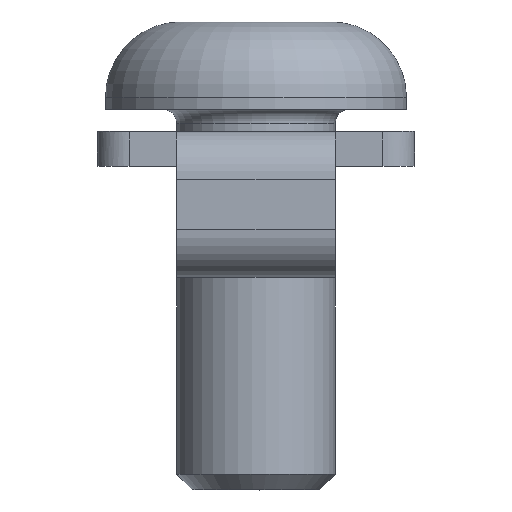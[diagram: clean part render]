
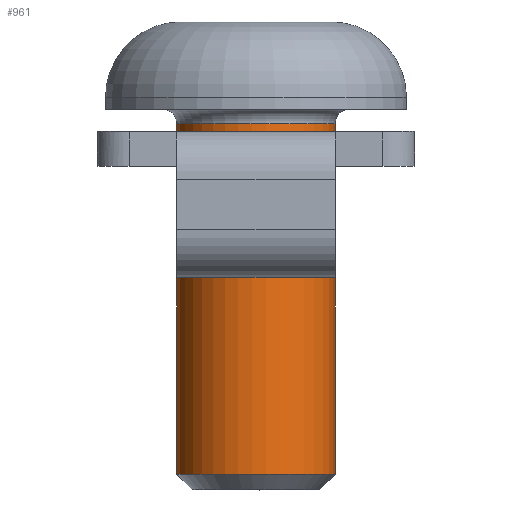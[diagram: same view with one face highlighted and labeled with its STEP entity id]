
A CAD part, left-side view. The second image highlights one B-rep face of the part: STEP entity #961.
In plain terms, the highlighted cylindrical face has radius 2.5 mm (diameter 5 mm), a full revolution.
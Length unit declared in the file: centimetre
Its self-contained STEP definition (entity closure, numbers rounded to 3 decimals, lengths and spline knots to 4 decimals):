
#46=CYLINDRICAL_SURFACE('',#1063,0.25);
#74=CIRCLE('',#1059,0.25);
#75=CIRCLE('',#1060,0.25);
#76=CIRCLE('',#1061,0.25);
#78=CIRCLE('',#1064,0.25);
#79=CIRCLE('',#1065,0.25);
#126=FACE_OUTER_BOUND('',#178,.T.);
#178=EDGE_LOOP('',(#817,#818,#819,#820,#821,#822,#823));
#267=LINE('',#1612,#356);
#356=VECTOR('',#1303,0.25);
#440=VERTEX_POINT('',#1599);
#441=VERTEX_POINT('',#1601);
#442=VERTEX_POINT('',#1603);
#443=VERTEX_POINT('',#1608);
#444=VERTEX_POINT('',#1609);
#570=EDGE_CURVE('',#440,#441,#74,.T.);
#571=EDGE_CURVE('',#441,#442,#75,.T.);
#572=EDGE_CURVE('',#442,#440,#76,.T.);
#574=EDGE_CURVE('',#443,#444,#78,.T.);
#575=EDGE_CURVE('',#444,#443,#79,.T.);
#576=EDGE_CURVE('',#444,#442,#267,.T.);
#817=ORIENTED_EDGE('',*,*,#574,.F.);
#818=ORIENTED_EDGE('',*,*,#575,.F.);
#819=ORIENTED_EDGE('',*,*,#576,.T.);
#820=ORIENTED_EDGE('',*,*,#571,.F.);
#821=ORIENTED_EDGE('',*,*,#570,.F.);
#822=ORIENTED_EDGE('',*,*,#572,.F.);
#823=ORIENTED_EDGE('',*,*,#576,.F.);
#961=ADVANCED_FACE('',(#126),#46,.T.);
#1059=AXIS2_PLACEMENT_3D('',#1602,#1289,#1290);
#1060=AXIS2_PLACEMENT_3D('',#1604,#1291,#1292);
#1061=AXIS2_PLACEMENT_3D('',#1605,#1293,#1294);
#1063=AXIS2_PLACEMENT_3D('',#1607,#1297,#1298);
#1064=AXIS2_PLACEMENT_3D('',#1610,#1299,#1300);
#1065=AXIS2_PLACEMENT_3D('',#1611,#1301,#1302);
#1289=DIRECTION('center_axis',(0.,0.,
1.));
#1290=DIRECTION('ref_axis',(0.388,0.922,0.));
#1291=DIRECTION('center_axis',(0.,0.,
1.));
#1292=DIRECTION('ref_axis',(0.388,0.922,0.));
#1293=DIRECTION('center_axis',(0.,0.,
1.));
#1294=DIRECTION('ref_axis',(0.388,0.922,0.));
#1297=DIRECTION('center_axis',(0.,0.,
-1.));
#1298=DIRECTION('ref_axis',(-0.388,-0.922,0.));
#1299=DIRECTION('center_axis',(0.,0.,
-1.));
#1300=DIRECTION('ref_axis',(0.388,0.922,0.));
#1301=DIRECTION('center_axis',(0.,0.,
-1.));
#1302=DIRECTION('ref_axis',(0.388,0.922,0.));
#1303=DIRECTION('',(0.,0.,1.));
#1599=CARTESIAN_POINT('',(-0.2304,0.0971,0.025));
#1601=CARTESIAN_POINT('',(-0.0971,-0.2304,0.025));
#1602=CARTESIAN_POINT('Origin',(0.,0.,
0.025));
#1603=CARTESIAN_POINT('',(0.0971,0.2304,0.025));
#1604=CARTESIAN_POINT('Origin',(0.,0.,
0.025));
#1605=CARTESIAN_POINT('Origin',(0.,0.,
0.025));
#1607=CARTESIAN_POINT('Origin',(0.,0.,
-0.65));
#1608=CARTESIAN_POINT('',(-0.0971,-0.2304,-1.0809));
#1609=CARTESIAN_POINT('',(0.0971,0.2304,-1.0809));
#1610=CARTESIAN_POINT('Origin',(0.,0.,
-1.0809));
#1611=CARTESIAN_POINT('Origin',(0.,0.,
-1.0809));
#1612=CARTESIAN_POINT('',(0.0971,0.2304,-0.65));
